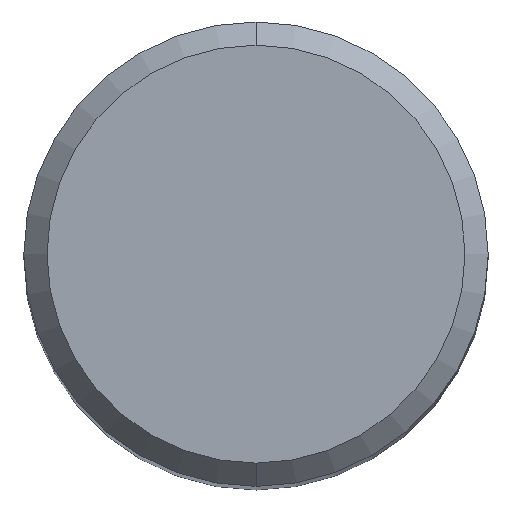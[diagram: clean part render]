
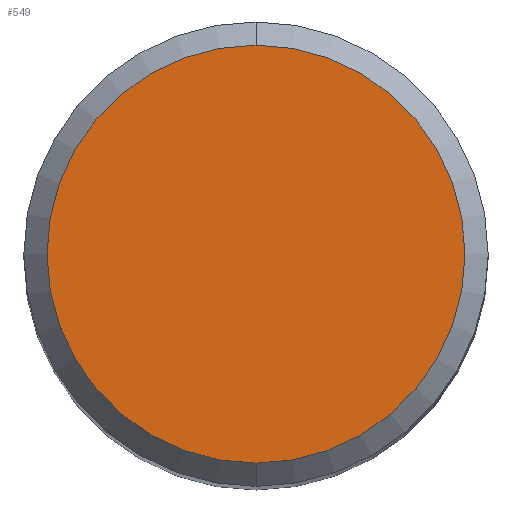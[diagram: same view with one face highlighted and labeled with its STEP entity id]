
A CAD part, top view. The second image highlights one B-rep face of the part: STEP entity #549.
In plain terms, the highlighted planar face has unit normal (0, 0, 1).
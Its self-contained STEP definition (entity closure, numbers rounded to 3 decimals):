
#309=EDGE_CURVE('',#347,#537,#709,.T.);
#347=VERTEX_POINT('',#750);
#537=VERTEX_POINT('',#957);
#541=EDGE_CURVE('',#537,#347,#961,.T.);
#549=ADVANCED_FACE('',(#969),#970,.T.);
#709=CIRCLE('',#1197,4.5);
#750=CARTESIAN_POINT('',(0.0,4.5,0.0));
#957=CARTESIAN_POINT('',(0.,-4.5,0.0));
#961=CIRCLE('',#1746,4.5);
#969=FACE_OUTER_BOUND('',#1755,.T.);
#970=PLANE('',#1756);
#1197=AXIS2_PLACEMENT_3D('',#1947,#1948,#1949);
#1746=AXIS2_PLACEMENT_3D('',#2204,#2205,#2206);
#1755=EDGE_LOOP('',(#2211,#2212));
#1756=AXIS2_PLACEMENT_3D('',#2213,#2214,#2215);
#1947=CARTESIAN_POINT('',(0.0,0.0,0.0));
#1948=DIRECTION('',(0.0,0.0,-1.0));
#1949=DIRECTION('',(0.0,1.0,0.0));
#2204=CARTESIAN_POINT('',(0.0,0.0,0.0));
#2205=DIRECTION('',(0.0,0.0,-1.0));
#2206=DIRECTION('',(0.0,1.0,0.0));
#2211=ORIENTED_EDGE('',*,*,#309,.F.);
#2212=ORIENTED_EDGE('',*,*,#541,.F.);
#2213=CARTESIAN_POINT('',(0.0,2.25,0.0));
#2214=DIRECTION('',(-0.0,0.0,1.0));
#2215=DIRECTION('',(0.0,-1.0,0.0));
